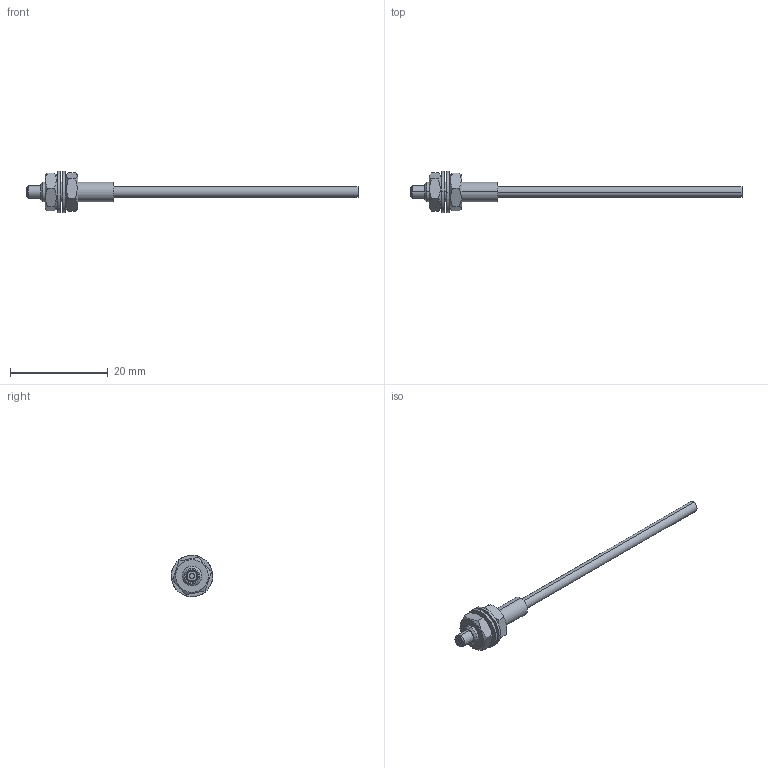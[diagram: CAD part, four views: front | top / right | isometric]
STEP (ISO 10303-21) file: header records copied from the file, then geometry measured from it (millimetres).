
FILE_DESCRIPTION (( 'STEP AP214' ), '1' );
FILE_NAME ('GPF-T011.STEP', '2017-11-17T13:56:42', ( '' ), ( '' ), 'SwSTEP 2.0', 'SolidWorks 2018', '' );
FILE_SCHEMA (( 'AUTOMOTIVE_DESIGN' ));
Length unit declared in the file: millimetre
Products named in the file (6): GPF-T011; M4_NUT; GPF-T011_LENS; GPF-T011_HEAD2; M4_WASHER; GPF-T011_FIBER
Assembly tree (7 placements, depth 2):
  GPF-T011
    GPF-T011_HEAD2
    GPF-T011_LENS
    M4_NUT  x2
    M4_WASHER  x2
    GPF-T011_FIBER
Bounding box: 68 x 8.5 x 8.5 mm (x, y, z)
Volume: 576.5 mm3; surface area: 1084 mm2
Topology: 7 solids, 7 shells, 65 faces, 140 edges, 92 vertices
Faces by surface type: plane 29, cylinder 24, cone 12
Entity records: 1544 total; most frequent: CARTESIAN_POINT 319, DIRECTION 230, ORIENTED_EDGE 184, AXIS2_PLACEMENT_3D 99, EDGE_CURVE 92, VERTEX_POINT 60, EDGE_LOOP 52, FACE_OUTER_BOUND 45
